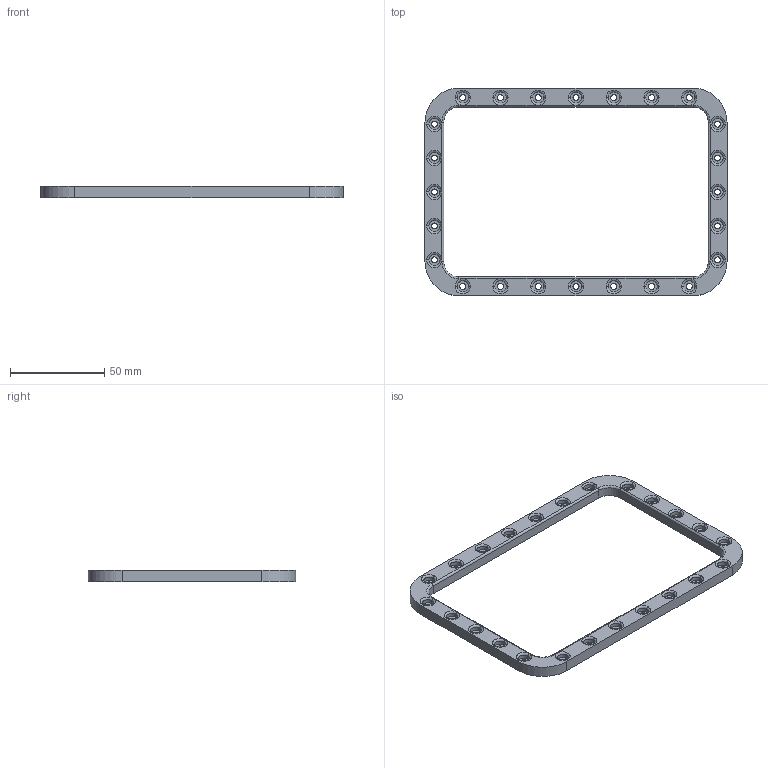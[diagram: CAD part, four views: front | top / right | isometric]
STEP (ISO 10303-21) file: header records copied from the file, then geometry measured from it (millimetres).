
FILE_DESCRIPTION (( 'STEP AP214' ), '1' );
FILE_NAME ('FEP_clamp.STEP', '2024-08-29T20:16:00', ( '' ), ( '' ), 'SwSTEP 2.0', 'SolidWorks 2024', '' );
FILE_SCHEMA (( 'AUTOMOTIVE_DESIGN' ));
Length unit declared in the file: millimetre
Products named in the file (1): FEP_clamp
Bounding box: 160 x 110 x 6 mm (x, y, z)
Volume: 25845.7 mm3; surface area: 16606.2 mm2
Topology: 1 solids, 1 shells, 194 faces, 486 edges, 294 vertices
Faces by surface type: cylinder 108, torus 52, plane 34
Entity records: 6003 total; most frequent: DIRECTION 1206, CARTESIAN_POINT 975, ORIENTED_EDGE 972, AXIS2_PLACEMENT_3D 525, EDGE_CURVE 486, CIRCLE 330, VERTEX_POINT 294, EDGE_LOOP 244
